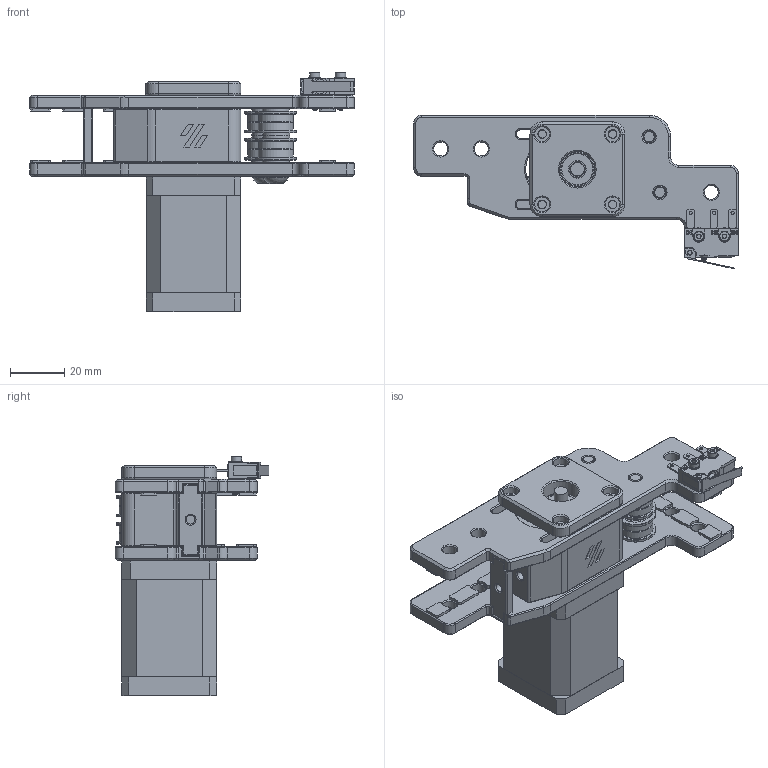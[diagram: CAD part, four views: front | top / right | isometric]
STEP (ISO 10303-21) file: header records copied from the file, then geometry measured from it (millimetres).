
FILE_DESCRIPTION(/* description */ ('','CAx-IF Rec.Pracs.---Representation and Presentation of Product Manufacturing Information (PMI)---4.0---2014-10-13'),/* implementation_level */ '2;1');
FILE_NAME(/* name */ 'X Axis Rear Left Stepper.step',/* time_stamp */ '2024-12-21T10:18:49-05:00',/* author */ (''),/* organization */ (''),/* preprocessor_version */ 'ST-DEVELOPER v20',/* originating_system */ 'Autodesk Translation Framework v13.20.0.188',/* authorisation */ '');
FILE_SCHEMA (('AP242_MANAGED_MODEL_BASED_3D_ENGINEERING_MIM_LF { 1 0 10303 442 1 1 4 }'));
Products named in the file (15): X Axis Rear Left Stepper; Hardware (2) (1) (1); 90035A138_High-Strength A286 Stainless Steel Socket Head Screw; Idler Assembly (5) (1) (2) (1); F695 ZZ (3) (1) (2) (1); M5 1mm Spacer (3) (1) (2) (1); M5x30 BHCS (6) (1) (1); F695 ZZ (3) (1) (1) (1) (1); M5 1mm Spacer (3) (1) (1) (1) (1); 91828A111_18-8 Stainless Steel Hex Nut; 91292A834_18-8 Stainless Steel Socket Head Screw; GT2 20T Pulley 6mm (2) (1); Nema14 S35 (2) (1) (1); Nema14 (1) (1) (1); 8085T111_Subminiature Wet-Location Snap-Acting Switch
Assembly tree (30 placements, depth 4):
  X Axis Rear Left Stepper
    Hardware (2) (1) (1)
      90035A138_High-Strength A286 Stainless Steel Socket Head Screw
      M5 1mm Spacer (3) (1) (2) (1)  x3
      M5 1mm Spacer (3) (1) (1) (1) (1)  x4
      F695 ZZ (3) (1) (2) (1)  x5
      F695 ZZ (3) (1) (1) (1) (1)  x4
      Idler Assembly (5) (1) (2) (1)
        M5 1mm Spacer (3) (1) (1) (1) (1)
      M5x30 BHCS (6) (1) (1)  x2
      91292A834_18-8 Stainless Steel Socket Head Screw  x2
      91828A111_18-8 Stainless Steel Hex Nut  x2
    GT2 20T Pulley 6mm (2) (1)
    Nema14 S35 (2) (1) (1)
      Nema14 (1) (1) (1)
    8085T111_Subminiature Wet-Location Snap-Acting Switch
Bounding box: 120 x 56.8 x 88.4 mm (x, y, z)
Volume: 125284.5 mm3; surface area: 57652.9 mm2
Topology: 41 solids, 41 shells, 1650 faces, 3957 edges, 2478 vertices
Faces by surface type: plane 654, cylinder 598, cone 236, torus 85, bspline 72, sphere 5
Full cylindrical faces by diameter (mm): 1.2 x3, 1.292 x1, 1.48 x62, 1.8 x7, 2 x62, 2.35 x2, 3 x12, 3.2 x11, 3.4 x2, 3.8 x2, 4 x1, 4.5 x2, 5 x15, 5.2 x10, 5.3 x8, 5.5 x4, 6.5 x18, 7 x1, 9.5 x2, 10 x8, 11.5 x18, 13 x9, 13.1 x1, 15 x9, 15.1 x1, 16 x2, 22 x2, 22.2 x1
Entity records: 51975 total; most frequent: CARTESIAN_POINT 19952, DIRECTION 6588, ORIENTED_EDGE 6534, EDGE_CURVE 3267, AXIS2_PLACEMENT_3D 2364, VERTEX_POINT 2051, LINE 1860, VECTOR 1860
